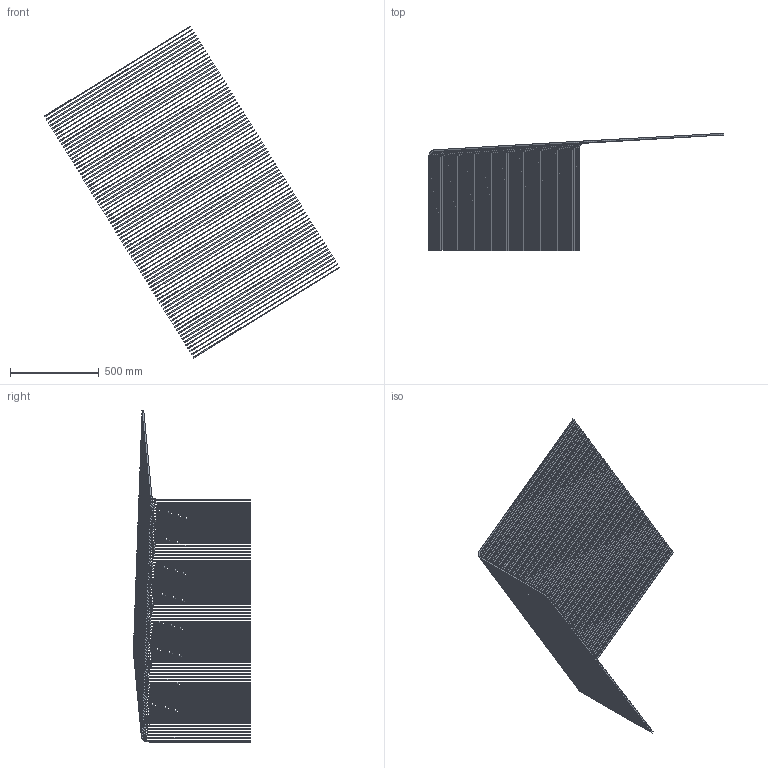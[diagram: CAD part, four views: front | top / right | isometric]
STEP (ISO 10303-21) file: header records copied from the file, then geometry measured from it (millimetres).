
FILE_DESCRIPTION(('FreeCAD Model'),'2;1');
FILE_NAME('detailed_HCLL/step/first_wall_coolant_sample_envelope_1.step' ,'2018-03-07T11:59:20',('FreeCAD'),('FreeCAD'), 'Open CASCADE STEP processor 7.1','FreeCAD','Unknown');
FILE_SCHEMA(('AUTOMOTIVE_DESIGN_CC2 { 1 2 10303 214 -1 1 5 4 }'));
Length unit declared in the file: millimetre
Products named in the file (81): Open CASCADE STEP translator 7.1 1; Open CASCADE STEP translator 7.1 1.1; Open CASCADE STEP translator 7.1 1.2; Open CASCADE STEP translator 7.1 1.3; Open CASCADE STEP translator 7.1 1.4; Open CASCADE STEP translator 7.1 1.5; Open CASCADE STEP translator 7.1 1.6; Open CASCADE STEP translator 7.1 1.7; Open CASCADE STEP translator 7.1 1.8; Open CASCADE STEP translator 7.1 1.9; Open CASCADE STEP translator 7.1 1.10; Open CASCADE STEP translator 7.1 1.11; Open CASCADE STEP translator 7.1 1.12; Open CASCADE STEP translator 7.1 1.13; Open CASCADE STEP translator 7.1 1.14; Open CASCADE STEP translator 7.1 1.15; Open CASCADE STEP translator 7.1 1.16; Open CASCADE STEP translator 7.1 1.17; Open CASCADE STEP translator 7.1 1.18; Open CASCADE STEP translator 7.1 1.19; Open CASCADE STEP translator 7.1 1.20; Open CASCADE STEP translator 7.1 1.21; Open CASCADE STEP translator 7.1 1.22; Open CASCADE STEP translator 7.1 1.23; Open CASCADE STEP translator 7.1 1.24; Open CASCADE STEP translator 7.1 1.25; Open CASCADE STEP translator 7.1 1.26; Open CASCADE STEP translator 7.1 1.27; Open CASCADE STEP translator 7.1 1.28; Open CASCADE STEP translator 7.1 1.29; Open CASCADE STEP translator 7.1 1.30; Open CASCADE STEP translator 7.1 1.31; Open CASCADE STEP translator 7.1 1.32; Open CASCADE STEP translator 7.1 1.33; Open CASCADE STEP translator 7.1 1.34; Open CASCADE STEP translator 7.1 1.35; Open CASCADE STEP translator 7.1 1.36; Open CASCADE STEP translator 7.1 1.37; Open CASCADE STEP translator 7.1 1.38; Open CASCADE STEP translator 7.1 1.39 ...
Assembly tree (80 placements, depth 2):
  Open CASCADE STEP translator 7.1 1
    Open CASCADE STEP translator 7.1 1.1
    Open CASCADE STEP translator 7.1 1.2
    Open CASCADE STEP translator 7.1 1.3
    Open CASCADE STEP translator 7.1 1.4
    Open CASCADE STEP translator 7.1 1.5
    Open CASCADE STEP translator 7.1 1.6
    Open CASCADE STEP translator 7.1 1.7
    Open CASCADE STEP translator 7.1 1.8
    Open CASCADE STEP translator 7.1 1.9
    Open CASCADE STEP translator 7.1 1.10
    Open CASCADE STEP translator 7.1 1.11
    Open CASCADE STEP translator 7.1 1.12
    Open CASCADE STEP translator 7.1 1.13
    Open CASCADE STEP translator 7.1 1.14
    Open CASCADE STEP translator 7.1 1.15
    Open CASCADE STEP translator 7.1 1.16
    Open CASCADE STEP translator 7.1 1.17
    Open CASCADE STEP translator 7.1 1.18
    Open CASCADE STEP translator 7.1 1.19
    Open CASCADE STEP translator 7.1 1.20
    Open CASCADE STEP translator 7.1 1.21
    Open CASCADE STEP translator 7.1 1.22
    Open CASCADE STEP translator 7.1 1.23
    Open CASCADE STEP translator 7.1 1.24
    Open CASCADE STEP translator 7.1 1.25
    Open CASCADE STEP translator 7.1 1.26
    Open CASCADE STEP translator 7.1 1.27
    Open CASCADE STEP translator 7.1 1.28
    Open CASCADE STEP translator 7.1 1.29
    Open CASCADE STEP translator 7.1 1.30
    Open CASCADE STEP translator 7.1 1.31
    Open CASCADE STEP translator 7.1 1.32
    Open CASCADE STEP translator 7.1 1.33
    Open CASCADE STEP translator 7.1 1.34
    Open CASCADE STEP translator 7.1 1.35
    Open CASCADE STEP translator 7.1 1.36
    Open CASCADE STEP translator 7.1 1.37
    Open CASCADE STEP translator 7.1 1.38
    Open CASCADE STEP translator 7.1 1.39
    Open CASCADE STEP translator 7.1 1.40
    Open CASCADE STEP translator 7.1 1.41
    Open CASCADE STEP translator 7.1 1.42
    Open CASCADE STEP translator 7.1 1.43
    Open CASCADE STEP translator 7.1 1.44
    Open CASCADE STEP translator 7.1 1.45
    Open CASCADE STEP translator 7.1 1.46
    Open CASCADE STEP translator 7.1 1.47
    Open CASCADE STEP translator 7.1 1.48
    Open CASCADE STEP translator 7.1 1.49
    Open CASCADE STEP translator 7.1 1.50
    Open CASCADE STEP translator 7.1 1.51
    Open CASCADE STEP translator 7.1 1.52
    Open CASCADE STEP translator 7.1 1.53
    Open CASCADE STEP translator 7.1 1.54
    Open CASCADE STEP translator 7.1 1.55
    Open CASCADE STEP translator 7.1 1.56
    Open CASCADE STEP translator 7.1 1.57
    Open CASCADE STEP translator 7.1 1.58
    Open CASCADE STEP translator 7.1 1.59
Bounding box: 1663.69 x 661.04 x 1869.91 mm (x, y, z)
Volume: 6369104.6 mm3; surface area: 3731803.6 mm2
Topology: 80 solids, 80 shells, 800 faces, 1920 edges, 1280 vertices
Faces by surface type: plane 640, cylinder 160
Entity records: 48656 total; most frequent: CARTESIAN_POINT 13041, DIRECTION 4962, ORIENTED_EDGE 3840, PCURVE 3840, DEFINITIONAL_REPRESENTATION 3840, B_SPLINE_CURVE_WITH_KNOTS 2880, LINE 2240, VECTOR 2240
